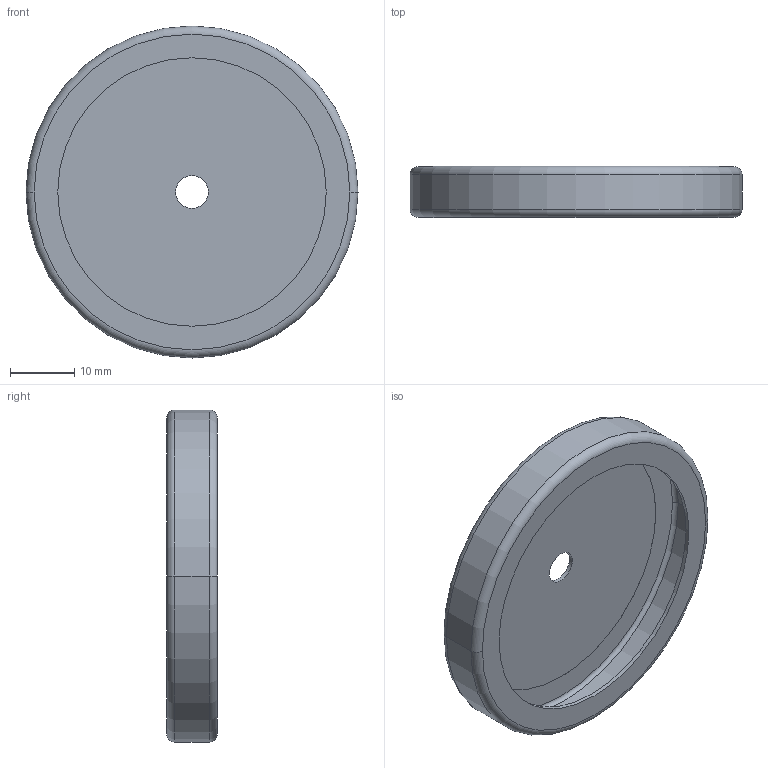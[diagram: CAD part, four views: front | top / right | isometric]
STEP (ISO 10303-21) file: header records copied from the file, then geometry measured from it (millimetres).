
FILE_DESCRIPTION((''),'2;1');
FILE_NAME('190842_ASM','2016-01-11T',('pdmadmin'),(''),'PRO/ENGINEER BY PARAMETRIC TECHNOLOGY CORPORATION, 2013230','PRO/ENGINEER BY PARAMETRIC TECHNOLOGY CORPORATION, 2013230','');
FILE_SCHEMA(('CONFIG_CONTROL_DESIGN'));
Length unit declared in the file: inch
Products named in the file (2): 160557; 190842_ASM
Assembly tree (1 placements, depth 2):
  190842_ASM
    160557
Bounding box: 51.82 x 7.94 x 51.82 mm (x, y, z)
Volume: 2368.6 mm3; surface area: 7611.4 mm2
Topology: 1 solids, 1 shells, 23 faces, 46 edges, 28 vertices
Faces by surface type: cylinder 10, torus 8, plane 5
Entity records: 685 total; most frequent: DIRECTION 134, CARTESIAN_POINT 100, ORIENTED_EDGE 92, AXIS2_PLACEMENT_3D 62, EDGE_CURVE 46, CIRCLE 36, VERTEX_POINT 28, EDGE_LOOP 28
